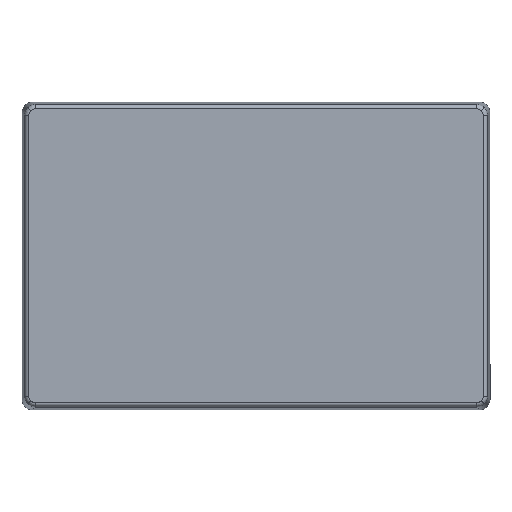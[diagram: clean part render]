
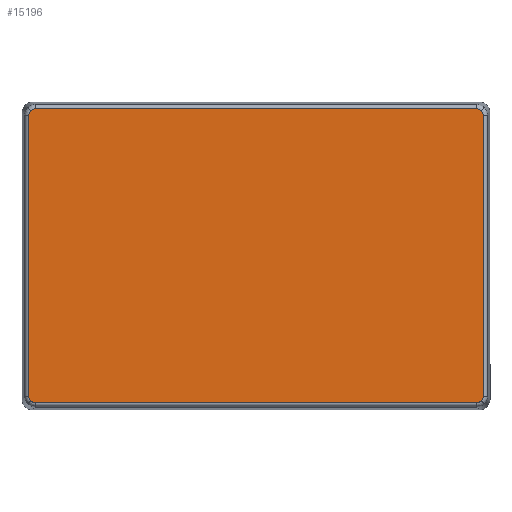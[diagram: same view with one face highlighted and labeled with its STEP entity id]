
A CAD part, top view. The second image highlights one B-rep face of the part: STEP entity #15196.
In plain terms, the highlighted planar face has unit normal (0, 0, 1).
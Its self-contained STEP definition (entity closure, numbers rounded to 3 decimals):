
#560=PLANE('',#16208);
#864=B_SPLINE_CURVE_WITH_KNOTS('',3,(#20527,#20528,#20529,#20530,#20531,
#20532,#20533),.UNSPECIFIED.,.F.,.F.,(4,3,4),(5.498,6.268,
6.283),.UNSPECIFIED.);
#866=B_SPLINE_CURVE_WITH_KNOTS('',3,(#20595,#20596,#20597,#20598,#20599,
#20600,#20601),.UNSPECIFIED.,.F.,.F.,(4,3,4),(5.498,6.268,
6.283),.UNSPECIFIED.);
#868=B_SPLINE_CURVE_WITH_KNOTS('',3,(#20663,#20664,#20665,#20666,#20667,
#20668,#20669),.UNSPECIFIED.,.F.,.F.,(4,3,4),(5.498,6.268,
6.283),.UNSPECIFIED.);
#870=B_SPLINE_CURVE_WITH_KNOTS('',3,(#20731,#20732,#20733,#20734,#20735,
#20736,#20737),.UNSPECIFIED.,.F.,.F.,(4,3,4),(5.498,6.268,
6.283),.UNSPECIFIED.);
#1016=B_SPLINE_CURVE_WITH_KNOTS('',3,(#22937,#22938,#22939,#22940,#22941,
#22942,#22943),.UNSPECIFIED.,.F.,.F.,(4,3,4),(0.,0.769,0.785),
 .UNSPECIFIED.);
#1017=B_SPLINE_CURVE_WITH_KNOTS('',3,(#22946,#22947,#22948,#22949,#22950,
#22951,#22952),.UNSPECIFIED.,.F.,.F.,(4,3,4),(0.,0.769,0.785),
 .UNSPECIFIED.);
#1018=B_SPLINE_CURVE_WITH_KNOTS('',3,(#22955,#22956,#22957,#22958,#22959,
#22960,#22961),.UNSPECIFIED.,.F.,.F.,(4,3,4),(0.,0.769,0.785),
 .UNSPECIFIED.);
#1019=B_SPLINE_CURVE_WITH_KNOTS('',3,(#22963,#22964,#22965,#22966,#22967,
#22968,#22969),.UNSPECIFIED.,.F.,.F.,(4,3,4),(0.,0.769,0.785),
 .UNSPECIFIED.);
#1730=FACE_OUTER_BOUND('',#2650,.T.);
#2650=EDGE_LOOP('',(#10624,#10625,#10626,#10627,#10628,#10629,#10630,#10631,
#10632,#10633,#10634,#10635));
#3684=LINE('',#22935,#4867);
#3685=LINE('',#22944,#4868);
#3686=LINE('',#22953,#4869);
#3687=LINE('',#22962,#4870);
#4867=VECTOR('',#17389,209.434);
#4868=VECTOR('',#17390,133.434);
#4869=VECTOR('',#17391,209.434);
#4870=VECTOR('',#17392,133.434);
#6403=VERTEX_POINT('',#20524);
#6404=VERTEX_POINT('',#20526);
#6407=VERTEX_POINT('',#20592);
#6408=VERTEX_POINT('',#20594);
#6411=VERTEX_POINT('',#20660);
#6412=VERTEX_POINT('',#20662);
#6415=VERTEX_POINT('',#20728);
#6416=VERTEX_POINT('',#20730);
#6659=VERTEX_POINT('',#22934);
#6660=VERTEX_POINT('',#22936);
#6661=VERTEX_POINT('',#22945);
#6662=VERTEX_POINT('',#22954);
#7953=EDGE_CURVE('',#6404,#6403,#864,.T.);
#7957=EDGE_CURVE('',#6408,#6407,#866,.T.);
#7961=EDGE_CURVE('',#6412,#6411,#868,.T.);
#7965=EDGE_CURVE('',#6416,#6415,#870,.T.);
#8213=EDGE_CURVE('',#6659,#6404,#3684,.T.);
#8214=EDGE_CURVE('',#6403,#6660,#1016,.T.);
#8215=EDGE_CURVE('',#6660,#6408,#3685,.T.);
#8216=EDGE_CURVE('',#6407,#6661,#1017,.T.);
#8217=EDGE_CURVE('',#6661,#6416,#3686,.T.);
#8218=EDGE_CURVE('',#6415,#6662,#1018,.T.);
#8219=EDGE_CURVE('',#6662,#6412,#3687,.T.);
#8220=EDGE_CURVE('',#6411,#6659,#1019,.T.);
#10624=ORIENTED_EDGE('',*,*,#8213,.T.);
#10625=ORIENTED_EDGE('',*,*,#7953,.T.);
#10626=ORIENTED_EDGE('',*,*,#8214,.T.);
#10627=ORIENTED_EDGE('',*,*,#8215,.T.);
#10628=ORIENTED_EDGE('',*,*,#7957,.T.);
#10629=ORIENTED_EDGE('',*,*,#8216,.T.);
#10630=ORIENTED_EDGE('',*,*,#8217,.T.);
#10631=ORIENTED_EDGE('',*,*,#7965,.T.);
#10632=ORIENTED_EDGE('',*,*,#8218,.T.);
#10633=ORIENTED_EDGE('',*,*,#8219,.T.);
#10634=ORIENTED_EDGE('',*,*,#7961,.T.);
#10635=ORIENTED_EDGE('',*,*,#8220,.T.);
#15196=ADVANCED_FACE('',(#1730),#560,.T.);
#16208=AXIS2_PLACEMENT_3D('',#22933,#17387,#17388);
#17387=DIRECTION('center_axis',(0.,0.,1.));
#17388=DIRECTION('ref_axis',(1.,0.,0.));
#17389=DIRECTION('',(-1.,0.,0.));
#17390=DIRECTION('',(0.,-1.,0.));
#17391=DIRECTION('',(1.,0.,0.));
#17392=DIRECTION('',(0.,1.,0.));
#20524=CARTESIAN_POINT('',(-106.838,68.838,51.));
#20526=CARTESIAN_POINT('',(-104.717,69.716,51.));
#20527=CARTESIAN_POINT('Ctrl Pts',(-104.717,69.716,51.));
#20528=CARTESIAN_POINT('Ctrl Pts',(-105.467,69.716,51.));
#20529=CARTESIAN_POINT('Ctrl Pts',(-106.266,69.393,51.));
#20530=CARTESIAN_POINT('Ctrl Pts',(-106.806,68.87,51.));
#20531=CARTESIAN_POINT('Ctrl Pts',(-106.817,68.859,51.));
#20532=CARTESIAN_POINT('Ctrl Pts',(-106.827,68.849,51.));
#20533=CARTESIAN_POINT('Ctrl Pts',(-106.838,68.838,51.));
#20592=CARTESIAN_POINT('',(-106.838,-68.838,51.));
#20594=CARTESIAN_POINT('',(-107.716,-66.717,51.));
#20595=CARTESIAN_POINT('Ctrl Pts',(-107.716,-66.717,
51.));
#20596=CARTESIAN_POINT('Ctrl Pts',(-107.716,-67.467,
51.));
#20597=CARTESIAN_POINT('Ctrl Pts',(-107.393,-68.266,
51.));
#20598=CARTESIAN_POINT('Ctrl Pts',(-106.87,-68.806,51.));
#20599=CARTESIAN_POINT('Ctrl Pts',(-106.859,-68.817,
51.));
#20600=CARTESIAN_POINT('Ctrl Pts',(-106.849,-68.827,
51.));
#20601=CARTESIAN_POINT('Ctrl Pts',(-106.838,-68.838,
51.));
#20660=CARTESIAN_POINT('',(106.838,68.838,51.));
#20662=CARTESIAN_POINT('',(107.716,66.717,51.));
#20663=CARTESIAN_POINT('Ctrl Pts',(107.716,66.717,51.));
#20664=CARTESIAN_POINT('Ctrl Pts',(107.716,67.467,51.));
#20665=CARTESIAN_POINT('Ctrl Pts',(107.393,68.266,51.));
#20666=CARTESIAN_POINT('Ctrl Pts',(106.87,68.806,51.));
#20667=CARTESIAN_POINT('Ctrl Pts',(106.859,68.817,51.));
#20668=CARTESIAN_POINT('Ctrl Pts',(106.849,68.827,51.));
#20669=CARTESIAN_POINT('Ctrl Pts',(106.838,68.838,51.));
#20728=CARTESIAN_POINT('',(106.838,-68.838,51.));
#20730=CARTESIAN_POINT('',(104.717,-69.716,51.));
#20731=CARTESIAN_POINT('Ctrl Pts',(104.717,-69.716,51.));
#20732=CARTESIAN_POINT('Ctrl Pts',(105.467,-69.716,51.));
#20733=CARTESIAN_POINT('Ctrl Pts',(106.266,-69.393,51.));
#20734=CARTESIAN_POINT('Ctrl Pts',(106.806,-68.87,51.));
#20735=CARTESIAN_POINT('Ctrl Pts',(106.817,-68.859,51.));
#20736=CARTESIAN_POINT('Ctrl Pts',(106.827,-68.849,51.));
#20737=CARTESIAN_POINT('Ctrl Pts',(106.838,-68.838,51.));
#22933=CARTESIAN_POINT('Origin',(-111.,-73.,51.));
#22934=CARTESIAN_POINT('',(104.717,69.716,51.));
#22935=CARTESIAN_POINT('',(104.717,69.716,51.));
#22936=CARTESIAN_POINT('',(-107.716,66.717,51.));
#22937=CARTESIAN_POINT('Ctrl Pts',(-106.838,68.838,51.));
#22938=CARTESIAN_POINT('Ctrl Pts',(-107.368,68.308,51.));
#22939=CARTESIAN_POINT('Ctrl Pts',(-107.704,67.516,51.));
#22940=CARTESIAN_POINT('Ctrl Pts',(-107.716,66.764,51.));
#22941=CARTESIAN_POINT('Ctrl Pts',(-107.716,66.748,51.));
#22942=CARTESIAN_POINT('Ctrl Pts',(-107.716,66.733,51.));
#22943=CARTESIAN_POINT('Ctrl Pts',(-107.716,66.717,51.));
#22944=CARTESIAN_POINT('',(-107.716,66.717,51.));
#22945=CARTESIAN_POINT('',(-104.717,-69.716,51.));
#22946=CARTESIAN_POINT('Ctrl Pts',(-106.838,-68.838,
51.));
#22947=CARTESIAN_POINT('Ctrl Pts',(-106.308,-69.368,51.));
#22948=CARTESIAN_POINT('Ctrl Pts',(-105.516,-69.704,
51.));
#22949=CARTESIAN_POINT('Ctrl Pts',(-104.764,-69.716,
51.));
#22950=CARTESIAN_POINT('Ctrl Pts',(-104.748,-69.716,
51.));
#22951=CARTESIAN_POINT('Ctrl Pts',(-104.733,-69.716,
51.));
#22952=CARTESIAN_POINT('Ctrl Pts',(-104.717,-69.716,
51.));
#22953=CARTESIAN_POINT('',(-104.717,-69.716,51.));
#22954=CARTESIAN_POINT('',(107.716,-66.717,51.));
#22955=CARTESIAN_POINT('Ctrl Pts',(106.838,-68.838,51.));
#22956=CARTESIAN_POINT('Ctrl Pts',(107.368,-68.308,51.));
#22957=CARTESIAN_POINT('Ctrl Pts',(107.704,-67.516,51.));
#22958=CARTESIAN_POINT('Ctrl Pts',(107.716,-66.764,51.));
#22959=CARTESIAN_POINT('Ctrl Pts',(107.716,-66.748,51.));
#22960=CARTESIAN_POINT('Ctrl Pts',(107.716,-66.733,51.));
#22961=CARTESIAN_POINT('Ctrl Pts',(107.716,-66.717,51.));
#22962=CARTESIAN_POINT('',(107.716,-66.717,51.));
#22963=CARTESIAN_POINT('Ctrl Pts',(106.838,68.838,51.));
#22964=CARTESIAN_POINT('Ctrl Pts',(106.308,69.368,51.));
#22965=CARTESIAN_POINT('Ctrl Pts',(105.516,69.704,51.));
#22966=CARTESIAN_POINT('Ctrl Pts',(104.764,69.716,51.));
#22967=CARTESIAN_POINT('Ctrl Pts',(104.748,69.716,51.));
#22968=CARTESIAN_POINT('Ctrl Pts',(104.733,69.716,51.));
#22969=CARTESIAN_POINT('Ctrl Pts',(104.717,69.716,51.));
